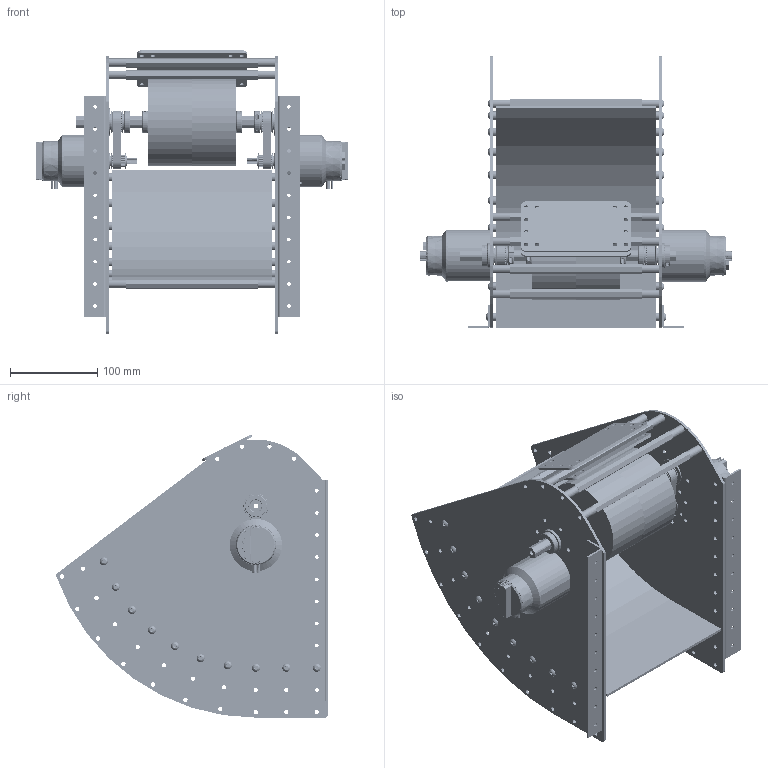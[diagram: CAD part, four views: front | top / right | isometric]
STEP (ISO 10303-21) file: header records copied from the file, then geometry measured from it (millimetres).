
FILE_DESCRIPTION (( 'STEP AP214' ), '1' );
FILE_NAME ('WCP-0281 Rev1 - GreyT Shooter (Falcon Belt).STEP', '2020-01-09T19:10:32', ( '' ), ( '' ), 'SwSTEP 2.0', 'SolidWorks 2018', '' );
FILE_SCHEMA (( 'AUTOMOTIVE_DESIGN' ));
Length unit declared in the file: inch
Products named in the file (18): 91780A094_ALUM FEM THRDED HEX STANDOFF (1)_91780A094; WCP-0281-003 Rev1; WCP-0281-004 Rev1; 217-2737_500_hex_collar; 217-5882_50T_belt; WCP-0281 Rev1 - GreyT Shooter (Falcon Belt); thunderhex_flanged_217-4006; 217-5875_24T_500_hex; 217-6924_16T_falcon; WCP-0190-005 Rev1; WCP-0256 Rev1; WCP-0281-001 Rev1; WCP-0195 Rev1; WCP-0281-005 Rev1; 217-6515_Falcon_500_Default<As Machined>; WCP-0195-001 Rev1; WCP-0217 Rev1; WCP-0281-006 Rev1
Assembly tree (93 placements, depth 3):
  WCP-0281 Rev1 - GreyT Shooter (Falcon Belt)
    WCP-0281-001 Rev1  x2
    WCP-0281-003 Rev1
    WCP-0217 Rev1  x30
    WCP-0281-005 Rev1  x2
    WCP-0281-006 Rev1
    thunderhex_flanged_217-4006  x2
    WCP-0195 Rev1  x2
      WCP-0190-005 Rev1
      WCP-0195-001 Rev1
    217-5875_24T_500_hex  x2
    217-2737_500_hex_collar  x6
    WCP-0281-004 Rev1  x2
    91780A094_ALUM FEM THRDED HEX STANDOFF (1)_91780A094  x15
    WCP-0256 Rev1  x20
    217-5882_50T_belt  x2
    217-6924_16T_falcon  x2
    217-6515_Falcon_500_Default<As Machined>  x2
Bounding box: 358.87 x 311.77 x 325.05 mm (x, y, z)
Volume: 2160290.6 mm3; surface area: 852295.6 mm2
Topology: 115 solids, 115 shells, 6041 faces, 15713 edges, 10012 vertices
Faces by surface type: cylinder 3451, plane 1038, cone 674, bspline 578, sphere 224, torus 76
Entity records: 73400 total; most frequent: CARTESIAN_POINT 31994, ORIENTED_EDGE 8090, DIRECTION 7707, EDGE_CURVE 4045, AXIS2_PLACEMENT_3D 3107, VERTEX_POINT 2560, EDGE_LOOP 1857, CIRCLE 1675
